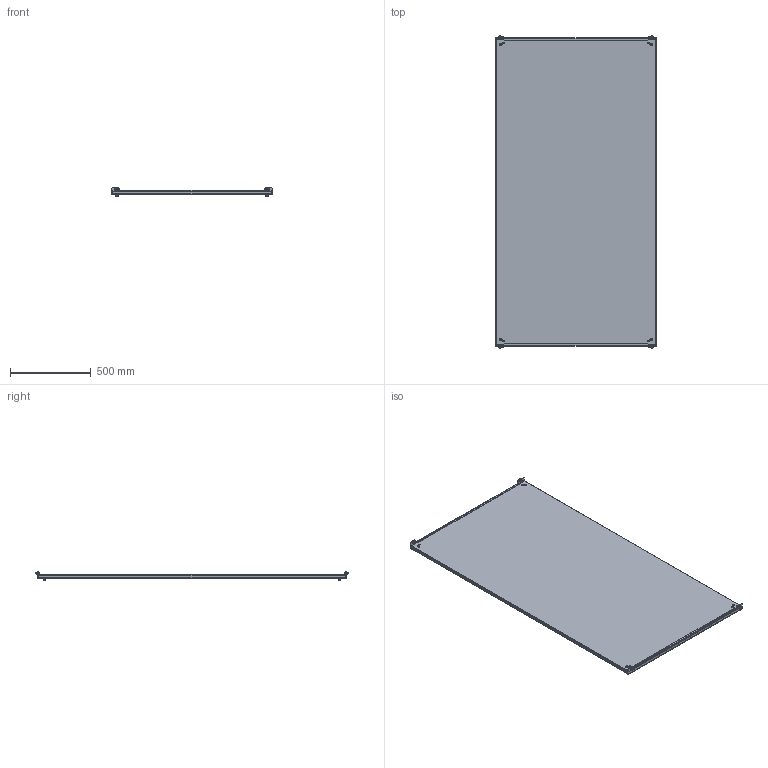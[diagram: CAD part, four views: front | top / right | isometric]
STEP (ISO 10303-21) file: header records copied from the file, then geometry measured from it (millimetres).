
FILE_DESCRIPTION (( 'STEP AP203' ), '1' );
FILE_NAME ('UR66900201000 Ïàíåëü ìîíòàæíàÿ RS52 200.100 (3 ìì) øèðèíà 997 (000.801.615-03).STEP', '2022-04-12T12:22:01', ( '' ), ( '' ), 'SwSTEP 2.0', 'SolidWorks 2017', '' );
FILE_SCHEMA (( 'CONFIG_CONTROL_DESIGN' ));
Length unit declared in the file: millimetre
Products named in the file (10): 010-444 Ïàíåëü ìîíòàæíàÿ RS52 200.00 3ìì_03 (100); 021-143 ﾍ瑜粱 ﾌﾏ_00.100; Âèíò DIN 7984 TORX_Œ8å20; 嵑殧趌11371_8; Âñòàâíàÿ ãàéêà Ì8 äëÿ øêàôîâ USOLA_Œ8 4163.000; UR66900201000 Ïàíåëü ìîíòàæíàÿ RS52 200.100 (3 ìì) øèðèíà 997 (000.801.615-03); 嵑殧趌6402_8; Ãàéêà êâàäðàòíàÿ_Œ8-5€; Ãàéêà êëåòåâàÿ_Œ8-5‚; Êëåòêà ãàéêè_Œ8-5‚
Assembly tree (36 placements, depth 3):
  UR66900201000 Ïàíåëü ìîíòàæíàÿ RS52 200.100 (3 ìì) øèðèíà 997 (000.801.615-03)
    010-444 Ïàíåëü ìîíòàæíàÿ RS52 200.00 3ìì_03 (100)
    021-143 ﾍ瑜粱 ﾌﾏ_00.100  x2
    嵑殧趌11371_8  x8
    嵑殧趌6402_8  x8
    Âèíò DIN 7984 TORX_Œ8å20  x8
    Ãàéêà êëåòåâàÿ_Œ8-5‚  x3
      Êëåòêà ãàéêè_Œ8-5‚
      Ãàéêà êâàäðàòíàÿ_Œ8-5€
    Âñòàâíàÿ ãàéêà Ì8 äëÿ øêàôîâ USOLA_Œ8 4163.000  x4
Bounding box: 997 x 1940.8 x 54.9 mm (x, y, z)
Volume: 6654954.3 mm3; surface area: 4547417.7 mm2
Topology: 37 solids, 37 shells, 1138 faces, 2712 edges, 1672 vertices
Faces by surface type: plane 642, cylinder 408, bspline 32, torus 32, cone 16, sphere 8
Entity records: 12974 total; most frequent: CARTESIAN_POINT 2702, DIRECTION 1784, ORIENTED_EDGE 1720, EDGE_CURVE 860, VECTOR 604, LINE 604, AXIS2_PLACEMENT_3D 590, VERTEX_POINT 520
